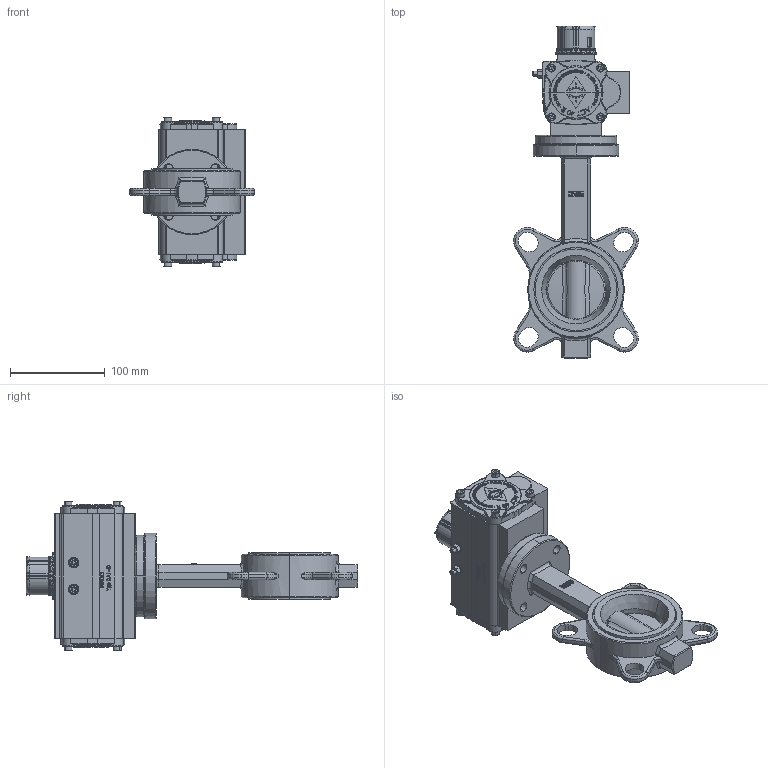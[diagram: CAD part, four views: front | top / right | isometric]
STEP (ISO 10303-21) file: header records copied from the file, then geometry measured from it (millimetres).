
FILE_DESCRIPTION (( 'STEP AP214' ), '1' );
FILE_NAME ('AK200-DN65-PN-10-16-ANSI-150-Pneumatischer-DA40-Doppeltwirkend-Schwenkantrieb-Fergo.STEP', '2022-12-12T08:55:30', ( '' ), ( '' ), 'SwSTEP 2.0', 'SolidWorks 2022', '' );
FILE_SCHEMA (( 'AUTOMOTIVE_DESIGN' ));
Length unit declared in the file: millimetre
Products named in the file (4): 0040 ADA; Flanschadapter 10mm; AK200-DN65-PN-10-16-ANSI-150-Pneumatischer-DA40-Doppeltwirkend-Schwenkantrieb-Fergo; AK200-DN65-FW_Standard
Assembly tree (3 placements, depth 2):
  AK200-DN65-PN-10-16-ANSI-150-Pneumatischer-DA40-Doppeltwirkend-Schwenkantrieb-Fergo
    AK200-DN65-FW_Standard
    0040 ADA
    Flanschadapter 10mm
Bounding box: 131.53 x 350.29 x 157.9 mm (x, y, z)
Volume: 1016422.9 mm3; surface area: 319430.1 mm2
Topology: 43 solids, 43 shells, 5665 faces, 15315 edges, 9894 vertices
Faces by surface type: plane 2974, cylinder 1090, bspline 821, torus 285, cone 280, sphere 215
Entity records: 235386 total; most frequent: CARTESIAN_POINT 87645, ORIENTED_EDGE 30344, DIRECTION 28421, EDGE_CURVE 15172, AXIS2_PLACEMENT_3D 11040, VERTEX_POINT 9885, VECTOR 6341, LINE 6341
